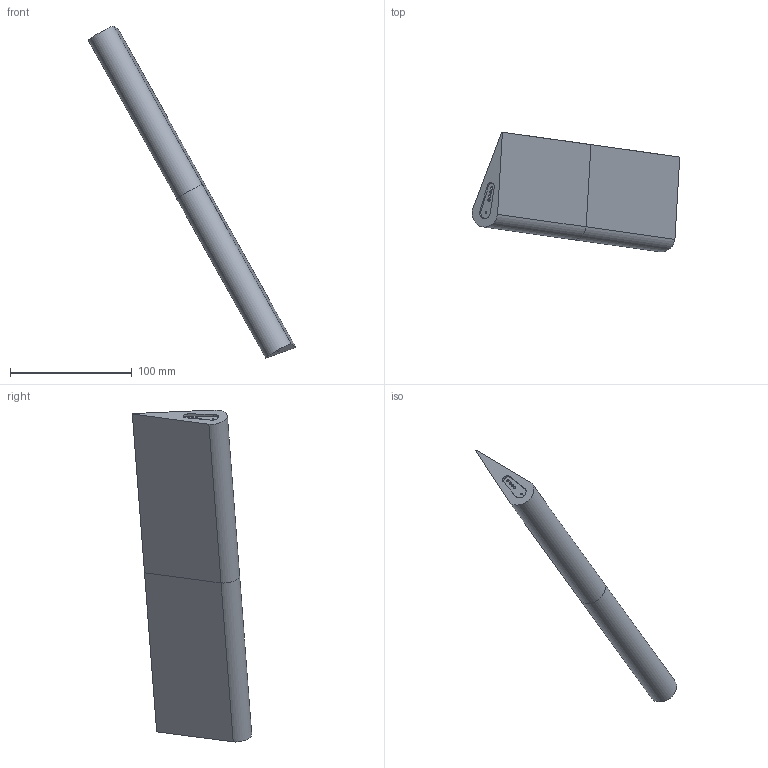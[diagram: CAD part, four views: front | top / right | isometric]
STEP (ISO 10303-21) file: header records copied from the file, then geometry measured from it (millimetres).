
FILE_DESCRIPTION(/* description */ (''),/* implementation_level */ '2;1');
FILE_NAME(/* name */ 'Vtail_MIR.stp',/* time_stamp */ '2026-01-25T04:49:32-05:00',/* author */ ('mateo'),/* organization */ (''),/* preprocessor_version */ 'ST-DEVELOPER v20.1',/* originating_system */ 'Autodesk Inventor 2026',/* authorisation */ '');
FILE_SCHEMA (('AUTOMOTIVE_DESIGN { 1 0 10303 214 3 1 1 }'));
Length unit declared in the file: inch
Products named in the file (1): Vtail_MIR
Bounding box: 170.56 x 98.13 x 272.9 mm (x, y, z)
Volume: 318388.8 mm3; surface area: 67664.6 mm2
Topology: 2 solids, 2 shells, 35 faces, 72 edges, 46 vertices
Faces by surface type: plane 19, cylinder 10, bspline 6
Full cylindrical faces by diameter (mm): 1.5 x2, 2.056 x1, 2.06 x1, 2.062 x1, 2.063 x1
Entity records: 1298 total; most frequent: CARTESIAN_POINT 523, DIRECTION 146, ORIENTED_EDGE 140, EDGE_CURVE 70, AXIS2_PLACEMENT_3D 55, EDGE_LOOP 46, VERTEX_POINT 46, LINE 36
